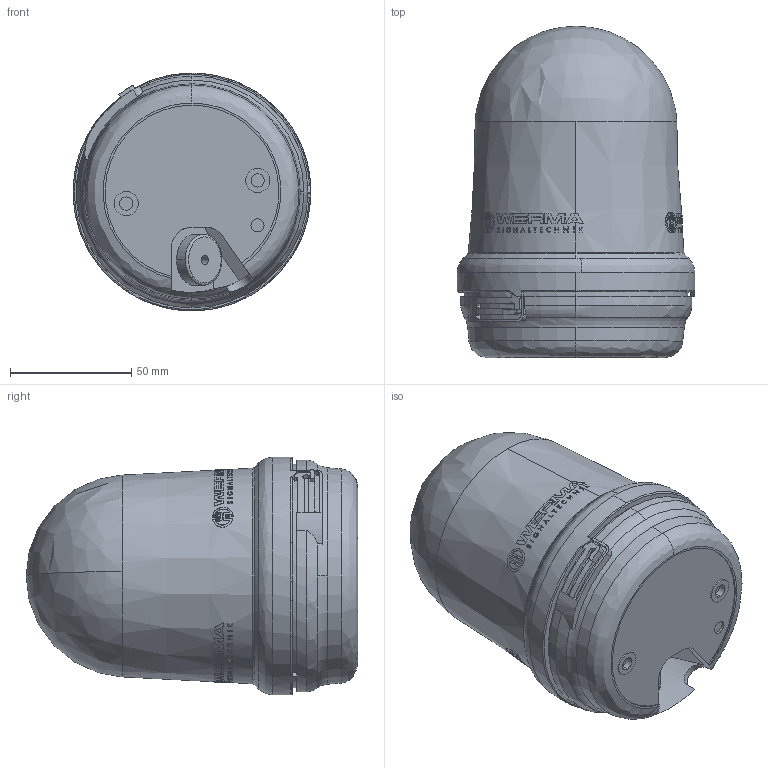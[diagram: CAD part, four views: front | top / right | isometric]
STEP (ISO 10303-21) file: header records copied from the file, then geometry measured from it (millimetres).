
FILE_DESCRIPTION (( 'STEP AP214' ), '1' );
FILE_NAME ('82939068.STEP', '2018-02-26T17:15:03', ( '' ), ( '' ), 'SwSTEP 2.0', 'SolidWorks 2017', '' );
FILE_SCHEMA (( 'AUTOMOTIVE_DESIGN' ));
Length unit declared in the file: inch
Products named in the file (1): 82939068
Bounding box: 97.99 x 136.6 x 98 mm (x, y, z)
Volume: 732374.3 mm3; surface area: 47524.6 mm2
Topology: 1 solids, 2 shells, 872 faces, 2374 edges, 1576 vertices
Faces by surface type: plane 566, cylinder 204, cone 81, bspline 17, torus 4
Entity records: 31064 total; most frequent: CARTESIAN_POINT 10520, ORIENTED_EDGE 4748, DIRECTION 3703, EDGE_CURVE 2374, VERTEX_POINT 1576, AXIS2_PLACEMENT_3D 1405, EDGE_LOOP 948, VECTOR 893
